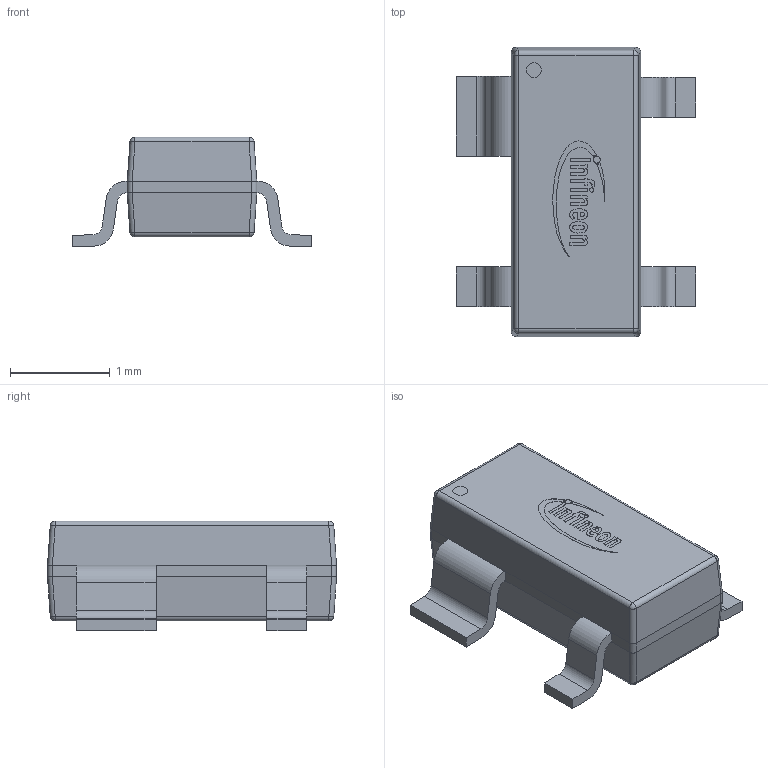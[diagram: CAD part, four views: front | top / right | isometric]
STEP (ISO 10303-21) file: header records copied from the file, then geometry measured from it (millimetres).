
FILE_DESCRIPTION (( 'STEP AP214' ), '1' );
FILE_NAME ('BAS70-07E6327.STEP', '2022-10-20T04:03:25', ( '' ), ( '' ), 'SwSTEP 2.0', 'SolidWorks 2022', '' );
FILE_SCHEMA (( 'AUTOMOTIVE_DESIGN' ));
Length unit declared in the file: millimetre
Products named in the file (3): BAS70-07E6327; Infineon_Logo_1.4mm-LAPTOP-NQA1DCQ3
Assembly tree (2 placements, depth 2):
  BAS70-07E6327
    BAS70-07E6327
    Infineon_Logo_1.4mm-LAPTOP-NQA1DCQ3
Bounding box: 2.4 x 2.9 x 1.1 mm (x, y, z)
Volume: 3.9 mm3; surface area: 20.3 mm2
Topology: 18 solids, 18 shells, 238 faces, 579 edges, 378 vertices
Faces by surface type: plane 106, bspline 83, cylinder 41, sphere 8
Entity records: 7745 total; most frequent: CARTESIAN_POINT 2299, ORIENTED_EDGE 1158, DIRECTION 791, EDGE_CURVE 579, VERTEX_POINT 378, LINE 339, VECTOR 339, EDGE_LOOP 243
